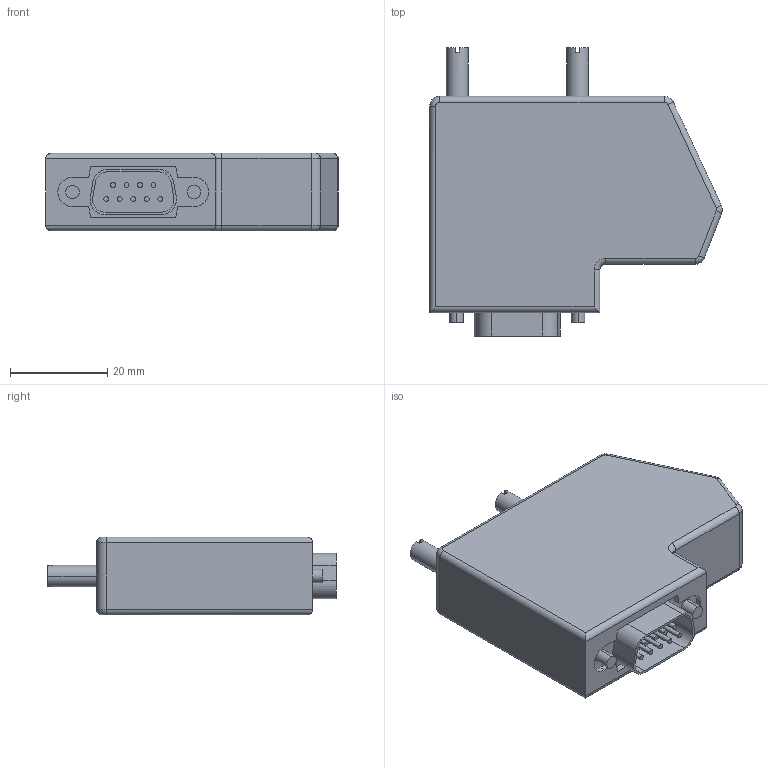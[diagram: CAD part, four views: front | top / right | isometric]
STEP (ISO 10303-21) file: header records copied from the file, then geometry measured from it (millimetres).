
FILE_DESCRIPTION(('SolidDesigner STEP Export'),'2;1');
FILE_NAME('2761839_SUBCON_PLUS_M2-select.stp','2013-10-17T 8:42:18',(''),(''),'Creo Elements/Direct Modeling STEP processor for AP214 (Solid Model)','Creo Elements/Direct Modeling 18.1B 29-Sep-2012 (C) Parametric Technology GmbH','');
FILE_SCHEMA(('AUTOMOTIVE_DESIGN { 1 0 10303 214 1 1 1 1 }'));
Length unit declared in the file: millimetre
Products named in the file (1): 2761839_SUBCON_PLUS_M2-select
Bounding box: 60.17 x 59.3 x 16 mm (x, y, z)
Volume: 35907.3 mm3; surface area: 8975.3 mm2
Topology: 1 solids, 1 shells, 127 faces, 294 edges, 188 vertices
Faces by surface type: cylinder 59, plane 58, torus 10
Entity records: 4471 total; most frequent: DIRECTION 604, ORIENTED_EDGE 588, CARTESIAN_POINT 571, EDGE_CURVE 294, AXIS2_PLACEMENT_3D 221, VERTEX_POINT 188, VECTOR 162, LINE 162
